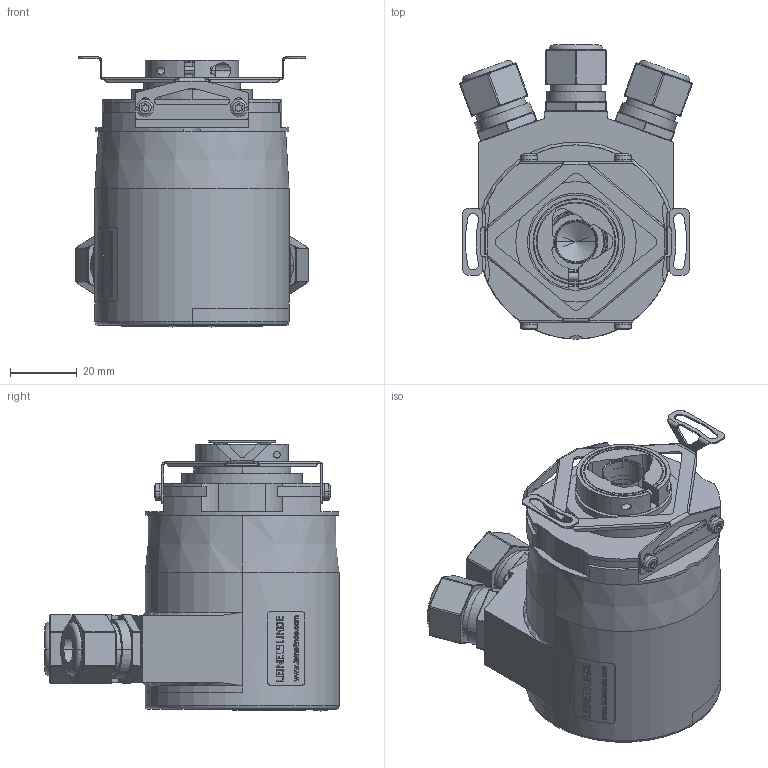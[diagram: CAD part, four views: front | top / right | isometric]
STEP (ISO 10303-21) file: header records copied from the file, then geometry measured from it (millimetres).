
FILE_DESCRIPTION((''),'2;1');
FILE_NAME('577845','2010-12-16T',('se2802'),(''),'PRO/ENGINEER BY PARAMETRIC TECHNOLOGY CORPORATION, 2010180','PRO/ENGINEER BY PARAMETRIC TECHNOLOGY CORPORATION, 2010180','');
FILE_SCHEMA(('CONFIG_CONTROL_DESIGN'));
Length unit declared in the file: millimetre
Products named in the file (1): 577845
Bounding box: 69.54 x 88 x 80.73 mm (x, y, z)
Volume: 94388.1 mm3; surface area: 66655.5 mm2
Topology: 4 solids, 4 shells, 5539 faces, 14460 edges, 9424 vertices
Faces by surface type: plane 3855, cylinder 929, extrusion 324, bspline 171, cone 103, sphere 84, torus 71, revolution 2
Entity records: 181124 total; most frequent: CARTESIAN_POINT 45717, ORIENTED_EDGE 28884, DIRECTION 25814, EDGE_CURVE 14442, VECTOR 11114, LINE 10790, VERTEX_POINT 9424, AXIS2_PLACEMENT_3D 7349
